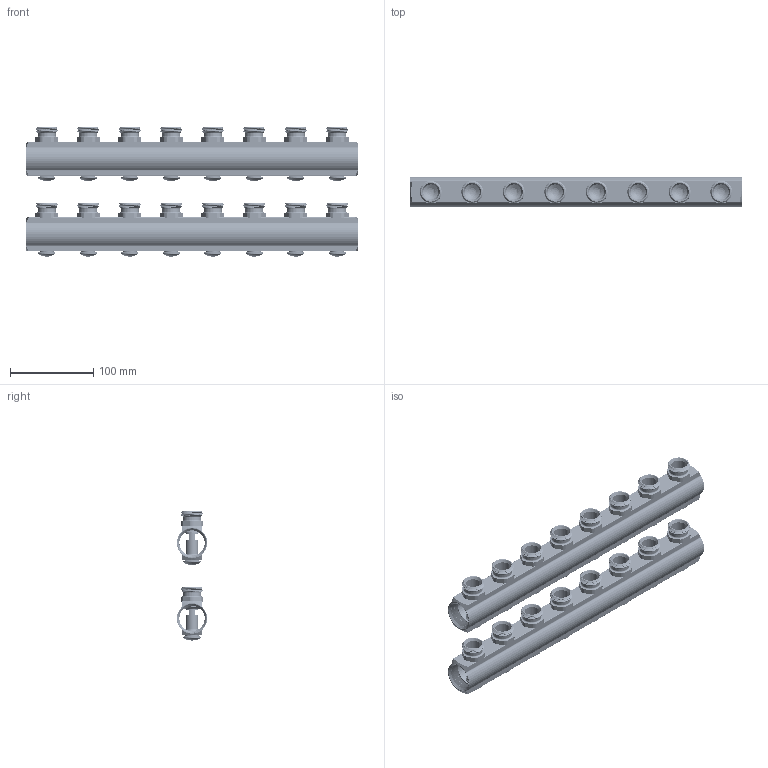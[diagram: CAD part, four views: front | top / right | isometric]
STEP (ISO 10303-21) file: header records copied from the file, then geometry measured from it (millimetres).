
FILE_DESCRIPTION((''),'2;1');
FILE_NAME('088U0548_ASM','2023-05-17T09:10:53',('U258971'),(''),'CREO PARAMETRIC BY PTC INC, 2020342','CREO PARAMETRIC BY PTC INC, 2020342','');
FILE_SCHEMA(('CONFIG_CONTROL_DESIGN'));
Length unit declared in the file: millimetre
Products named in the file (6): 088U7307_8LOOPS_19; 088U7304_16; 088U7310_ASM_12_ASM; 088U0593-MANIFOLD_12; 088U0545_ASM_1_ASM; 088U0548_ASM
Assembly tree (36 placements, depth 4):
  088U0548_ASM
    088U0545_ASM_1_ASM
      088U7307_8LOOPS_19  x2
      088U7310_ASM_12_ASM  x16
        088U7304_16
      088U0593-MANIFOLD_12  x16
Bounding box: 400 x 36.55 x 155.78 mm (x, y, z)
Volume: 471030.8 mm3; surface area: 383686.7 mm2
Topology: 34 solids, 104 shells, 3998 faces, 11270 edges, 7462 vertices
Faces by surface type: cylinder 1806, bspline 624, plane 568, cone 528, torus 392, sphere 64, extrusion 16
Entity records: 37204 total; most frequent: CARTESIAN_POINT 21742, ORIENTED_EDGE 3570, DIRECTION 2673, EDGE_CURVE 1816, VERTEX_POINT 1232, AXIS2_PLACEMENT_3D 1126, B_SPLINE_CURVE_WITH_KNOTS 813, EDGE_LOOP 661
